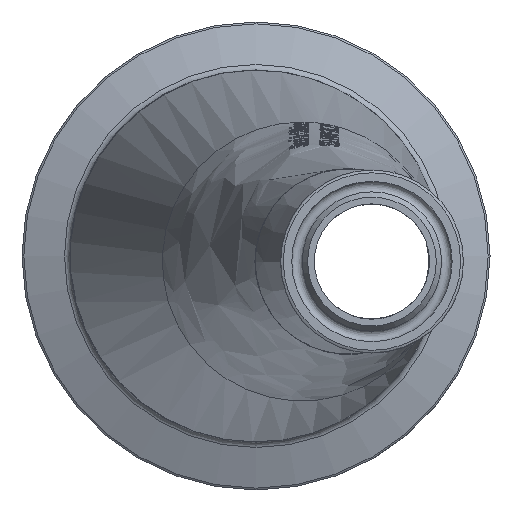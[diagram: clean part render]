
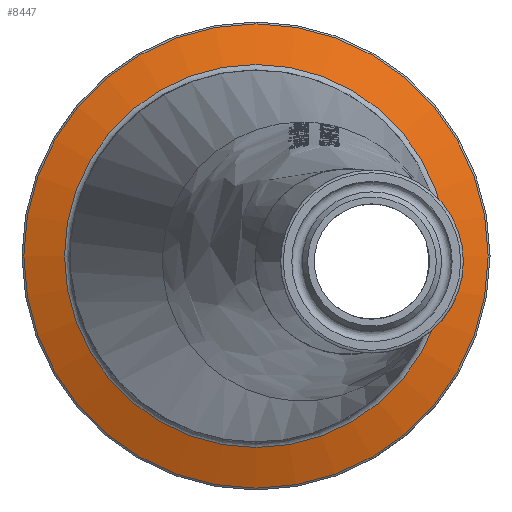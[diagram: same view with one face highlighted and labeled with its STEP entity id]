
A CAD part, left-side view. The second image highlights one B-rep face of the part: STEP entity #8447.
In plain terms, the highlighted conical face has half-angle 70 degrees and reference radius 28.677 mm.
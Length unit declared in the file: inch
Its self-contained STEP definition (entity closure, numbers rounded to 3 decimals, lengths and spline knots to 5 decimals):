
#37=CONICAL_SURFACE('',#8828,1.129,70.);
#535=FACE_BOUND('',#2439,.T.);
#1911=FACE_OUTER_BOUND('',#2438,.T.);
#2438=EDGE_LOOP('',(#7836));
#2439=EDGE_LOOP('',(#7837));
#2597=CIRCLE('',#8827,1.24813);
#2598=CIRCLE('',#8829,1.02961);
#4073=VERTEX_POINT('',#19037);
#4074=VERTEX_POINT('',#19040);
#5335=EDGE_CURVE('',#4073,#4073,#2597,.T.);
#5336=EDGE_CURVE('',#4074,#4074,#2598,.T.);
#7836=ORIENTED_EDGE('',*,*,#5336,.F.);
#7837=ORIENTED_EDGE('',*,*,#5335,.F.);
#8447=ADVANCED_FACE('',(#1911,#535),#37,.T.);
#8827=AXIS2_PLACEMENT_3D('',#19038,#9984,#9985);
#8828=AXIS2_PLACEMENT_3D('',#19039,#9986,#9987);
#8829=AXIS2_PLACEMENT_3D('',#19041,#9988,#9989);
#9984=DIRECTION('center_axis',(1.,0.,0.));
#9985=DIRECTION('ref_axis',(0.,-1.,0.));
#9986=DIRECTION('center_axis',(1.,0.,0.));
#9987=DIRECTION('ref_axis',(0.,1.,0.));
#9988=DIRECTION('center_axis',(-1.,0.,0.));
#9989=DIRECTION('ref_axis',(0.,-1.,0.));
#19037=CARTESIAN_POINT('',(4.38441,3.74635,0.0298));
#19038=CARTESIAN_POINT('Origin',(4.38441,2.49822,0.0298));
#19039=CARTESIAN_POINT('Origin',(4.34105,2.49822,0.0298));
#19040=CARTESIAN_POINT('',(4.30487,3.52783,0.0298));
#19041=CARTESIAN_POINT('Origin',(4.30487,2.49822,0.0298));
